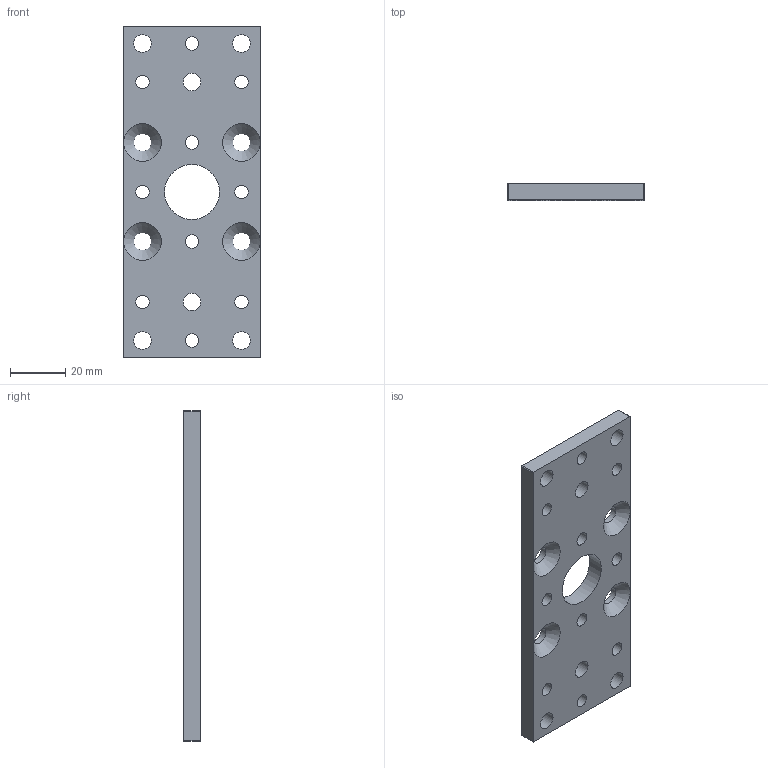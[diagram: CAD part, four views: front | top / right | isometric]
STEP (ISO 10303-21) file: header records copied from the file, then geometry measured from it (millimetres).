
FILE_DESCRIPTION(/* description */ ('Unknown'),/* implementation_level */ '2;1');
FILE_NAME(/* name */ 'T-0000273-Adapterplatte',/* time_stamp */ '2020-03-19T17:39:33+01:00',/* author */ ('Unknown'),/* organization */ ('Unknown'),/* preprocessor_version */ 'ST-DEVELOPER v16.7',/* originating_system */ 'Solid Edge',/* authorisation */ 'Unknown');
FILE_SCHEMA (('AUTOMOTIVE_DESIGN {1 0 10303 214 3 1 1}'));
Length unit declared in the file: millimetre
Products named in the file (1): T-0000273-Adapterplatte
Bounding box: 50 x 6 x 120 mm (x, y, z)
Volume: 30287.8 mm3; surface area: 14793.9 mm2
Topology: 1 solids, 1 shells, 35 faces, 108 edges, 75 vertices
Faces by surface type: cylinder 25, plane 6, cone 4
Full cylindrical faces by diameter (mm): 4.917 x6, 5 x4, 6.4 x10, 20 x1
Entity records: 1359 total; most frequent: DIRECTION 196, CARTESIAN_POINT 168, ORIENTED_EDGE 140, EDGE_LOOP 102, FACE_BOUND 102, AXIS2_PLACEMENT_3D 90, EDGE_CURVE 70, VERTEX_POINT 62
